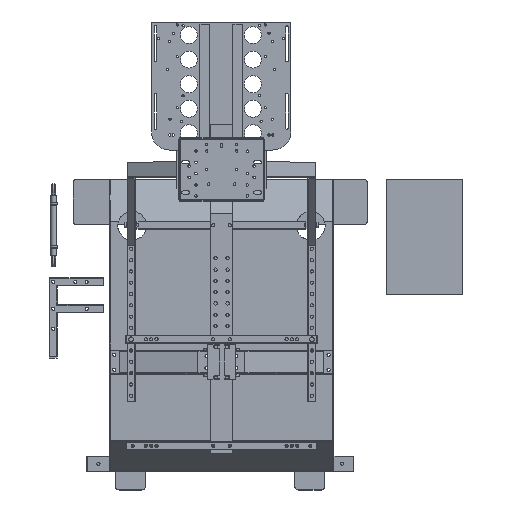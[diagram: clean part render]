
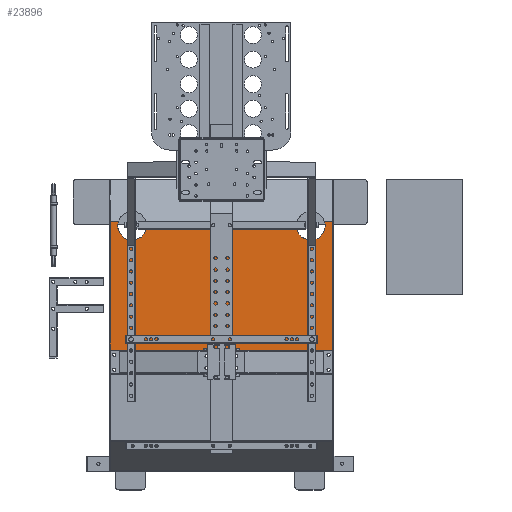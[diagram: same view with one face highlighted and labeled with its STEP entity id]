
A CAD part, top view. The second image highlights one B-rep face of the part: STEP entity #23896.
In plain terms, the highlighted planar face has unit normal (0, 0, 1).
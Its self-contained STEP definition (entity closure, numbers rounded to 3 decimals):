
#1979=FACE_OUTER_BOUND('',#3372,.T.);
#3372=EDGE_LOOP('',(#16945,#16946,#16947,#16948,#16949,#16950,#16951,#16952,
#16953,#16954));
#5248=CIRCLE('',#25480,38.104);
#5249=CIRCLE('',#25482,38.104);
#5252=CIRCLE('',#25487,38.104);
#5253=CIRCLE('',#25489,38.104);
#6690=LINE('',#36535,#8681);
#6691=LINE('',#36537,#8682);
#6692=LINE('',#36539,#8683);
#6693=LINE('',#36541,#8684);
#6694=LINE('',#36543,#8685);
#6695=LINE('',#36544,#8686);
#8681=VECTOR('',#28814,10.);
#8682=VECTOR('',#28815,10.);
#8683=VECTOR('',#28816,10.);
#8684=VECTOR('',#28817,10.);
#8685=VECTOR('',#28818,10.);
#8686=VECTOR('',#28819,10.);
#10644=VERTEX_POINT('',#36460);
#10645=VERTEX_POINT('',#36461);
#10648=VERTEX_POINT('',#36474);
#10652=VERTEX_POINT('',#36492);
#10653=VERTEX_POINT('',#36493);
#10656=VERTEX_POINT('',#36506);
#10664=VERTEX_POINT('',#36536);
#10665=VERTEX_POINT('',#36538);
#10666=VERTEX_POINT('',#36540);
#10667=VERTEX_POINT('',#36542);
#13014=EDGE_CURVE('',#10644,#10645,#5248,.T.);
#13018=EDGE_CURVE('',#10645,#10648,#5249,.T.);
#13023=EDGE_CURVE('',#10652,#10653,#5252,.T.);
#13027=EDGE_CURVE('',#10653,#10656,#5253,.T.);
#13038=EDGE_CURVE('',#10652,#10648,#6690,.T.);
#13039=EDGE_CURVE('',#10664,#10656,#6691,.T.);
#13040=EDGE_CURVE('',#10664,#10665,#6692,.T.);
#13041=EDGE_CURVE('',#10665,#10666,#6693,.T.);
#13042=EDGE_CURVE('',#10667,#10666,#6694,.T.);
#13043=EDGE_CURVE('',#10644,#10667,#6695,.T.);
#16945=ORIENTED_EDGE('',*,*,#13014,.T.);
#16946=ORIENTED_EDGE('',*,*,#13018,.T.);
#16947=ORIENTED_EDGE('',*,*,#13038,.F.);
#16948=ORIENTED_EDGE('',*,*,#13023,.T.);
#16949=ORIENTED_EDGE('',*,*,#13027,.T.);
#16950=ORIENTED_EDGE('',*,*,#13039,.F.);
#16951=ORIENTED_EDGE('',*,*,#13040,.T.);
#16952=ORIENTED_EDGE('',*,*,#13041,.T.);
#16953=ORIENTED_EDGE('',*,*,#13042,.F.);
#16954=ORIENTED_EDGE('',*,*,#13043,.F.);
#23234=PLANE('',#25494);
#23896=ADVANCED_FACE('',(#1979),#23234,.T.);
#25480=AXIS2_PLACEMENT_3D('',#36462,#28776,#28777);
#25482=AXIS2_PLACEMENT_3D('',#36483,#28780,#28781);
#25487=AXIS2_PLACEMENT_3D('',#36494,#28791,#28792);
#25489=AXIS2_PLACEMENT_3D('',#36515,#28795,#28796);
#25494=AXIS2_PLACEMENT_3D('',#36534,#28812,#28813);
#28776=DIRECTION('center_axis',(0.,0.,
-1.));
#28777=DIRECTION('ref_axis',(-1.,0.,0.));
#28780=DIRECTION('center_axis',(0.,0.,
-1.));
#28781=DIRECTION('ref_axis',(-1.,0.,0.));
#28791=DIRECTION('center_axis',(0.,0.,
-1.));
#28792=DIRECTION('ref_axis',(1.,0.,0.));
#28795=DIRECTION('center_axis',(0.,0.,
-1.));
#28796=DIRECTION('ref_axis',(1.,0.,0.));
#28812=DIRECTION('center_axis',(0.,0.,
1.));
#28813=DIRECTION('ref_axis',(0.,-1.,0.));
#28814=DIRECTION('',(1.,0.,0.));
#28815=DIRECTION('',(1.,0.,0.));
#28816=DIRECTION('',(0.,-1.,0.));
#28817=DIRECTION('',(1.,0.,0.));
#28818=DIRECTION('',(0.,-1.,0.));
#28819=DIRECTION('',(1.,0.,0.));
#36460=CARTESIAN_POINT('',(585.265,1613.857,152.4));
#36461=CARTESIAN_POINT('',(586.823,1603.073,152.4));
#36462=CARTESIAN_POINT('Origin',(548.718,1603.073,152.4));
#36474=CARTESIAN_POINT('',(512.172,1613.857,152.4));
#36483=CARTESIAN_POINT('Origin',(548.718,1603.073,152.4));
#36492=CARTESIAN_POINT('',(111.403,1613.857,152.4));
#36493=CARTESIAN_POINT('',(36.752,1603.073,152.4));
#36494=CARTESIAN_POINT('Origin',(74.856,1603.073,152.4));
#36506=CARTESIAN_POINT('',(38.31,1613.857,152.4));
#36515=CARTESIAN_POINT('Origin',(74.856,1603.073,152.4));
#36534=CARTESIAN_POINT('Origin',(14.925,1614.79,152.4));
#36535=CARTESIAN_POINT('',(14.925,1613.857,152.4));
#36536=CARTESIAN_POINT('',(14.925,1613.857,152.4));
#36537=CARTESIAN_POINT('',(14.925,1613.857,152.4));
#36538=CARTESIAN_POINT('',(14.925,1273.332,152.4));
#36539=CARTESIAN_POINT('',(14.925,1614.79,152.4));
#36540=CARTESIAN_POINT('',(606.65,1273.332,152.4));
#36541=CARTESIAN_POINT('',(14.925,1273.332,152.4));
#36542=CARTESIAN_POINT('',(606.65,1613.857,152.4));
#36543=CARTESIAN_POINT('',(606.65,1477.062,152.4));
#36544=CARTESIAN_POINT('',(14.925,1613.857,152.4));
